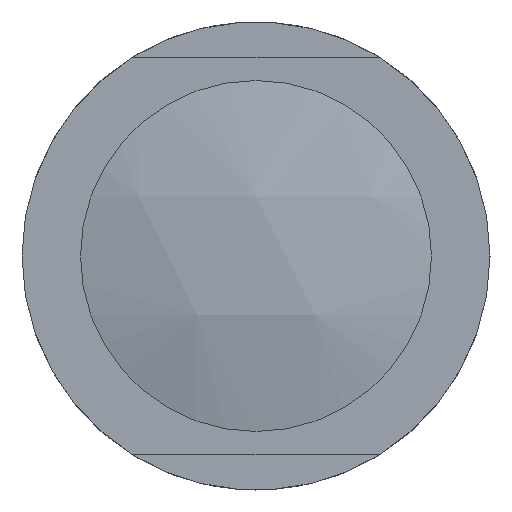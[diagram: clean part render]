
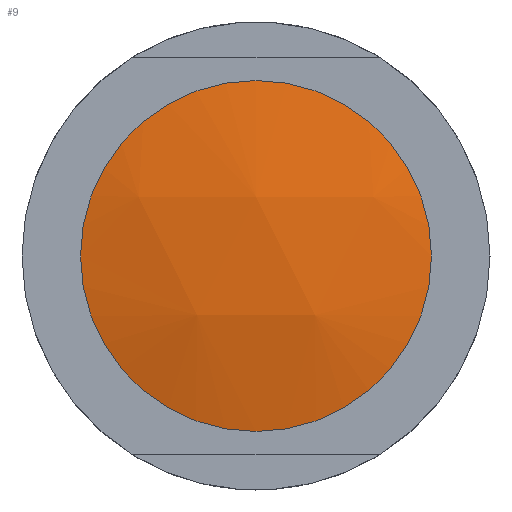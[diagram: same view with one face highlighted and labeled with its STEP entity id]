
A CAD part, left-side view. The second image highlights one B-rep face of the part: STEP entity #9.
In plain terms, the highlighted spherical face has radius 57.25 mm.
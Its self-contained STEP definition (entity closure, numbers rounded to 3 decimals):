
#9 = ADVANCED_FACE ( 'NONE', ( #195 ), #81, .T. ) ;
#45 = DIRECTION ( 'NONE',  ( 0., -1., 0. ) ) ;
#52 = EDGE_LOOP ( 'NONE', ( #199 ) ) ;
#66 = DIRECTION ( 'NONE',  ( 0., 0., -1. ) ) ;
#67 = VERTEX_POINT ( 'NONE', #153 ) ;
#74 = CIRCLE ( 'NONE', #224, 15. ) ;
#81 = SPHERICAL_SURFACE ( 'NONE', #178, 57.25 ) ;
#109 = DIRECTION ( 'NONE',  ( 0., 1., 0. ) ) ;
#150 = CARTESIAN_POINT ( 'NONE',  ( -183.75, 0., 0. ) ) ;
#153 = CARTESIAN_POINT ( 'NONE',  ( -239., -15., 0. ) ) ;
#178 = AXIS2_PLACEMENT_3D ( 'NONE', #150, #66, #109 ) ;
#195 = FACE_OUTER_BOUND ( 'NONE', #52, .T. ) ;
#199 = ORIENTED_EDGE ( 'NONE', *, *, #246, .T. ) ;
#224 = AXIS2_PLACEMENT_3D ( 'NONE', #259, #288, #45 ) ;
#246 = EDGE_CURVE ( 'NONE', #67, #67, #74, .T. ) ;
#259 = CARTESIAN_POINT ( 'NONE',  ( -239., 0., 0. ) ) ;
#288 = DIRECTION ( 'NONE',  ( -1., 0., 0. ) ) ;
